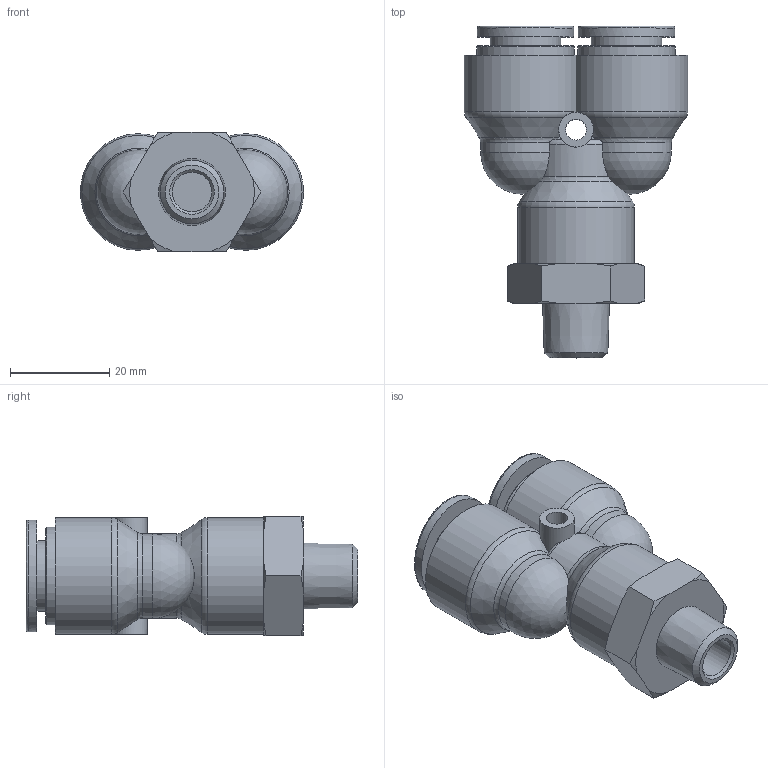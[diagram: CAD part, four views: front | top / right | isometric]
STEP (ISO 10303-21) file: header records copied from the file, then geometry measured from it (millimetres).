
FILE_DESCRIPTION((''),'2;1');
FILE_NAME('CR-PWT 1202.stp','2020-08-25T15:21:34',('user'),(''),'Autodesk Inventor 2013','Autodesk Inventor 2013','');
FILE_SCHEMA(('AUTOMOTIVE_DESIGN { 1 0 10303 214 1 1 1 1 }'));
Length unit declared in the file: millimetre
Products named in the file (6): 조립품12; CR-COLLAR 12; HR-Collar 12L(SUS); CR-SLEEVE 12; CR-PY 12 BODY; HR-PL BODY 1202
Assembly tree (6 placements, depth 3):
  조립품12
    CR-COLLAR 12  x2
      HR-Collar 12L(SUS)
      CR-SLEEVE 12
    CR-PY 12 BODY
    HR-PL BODY 1202
Bounding box: 45 x 66.9 x 24 mm (x, y, z)
Volume: 25681.7 mm3; surface area: 13287.9 mm2
Topology: 6 solids, 6 shells, 779 faces, 2219 edges, 1478 vertices
Faces by surface type: plane 704, cylinder 32, cone 24, torus 11, bspline 6, sphere 2
Full cylindrical faces by diameter (mm): 2 x2, 4.2 x1, 7 x2, 8 x1, 12.18 x2, 12.2 x3, 14.2 x2, 19.6 x2, 23.5 x1
Entity records: 14033 total; most frequent: CARTESIAN_POINT 2998, ORIENTED_EDGE 2350, DIRECTION 2068, EDGE_CURVE 1175, VECTOR 1016, LINE 1016, VERTEX_POINT 794, AXIS2_PLACEMENT_3D 526
